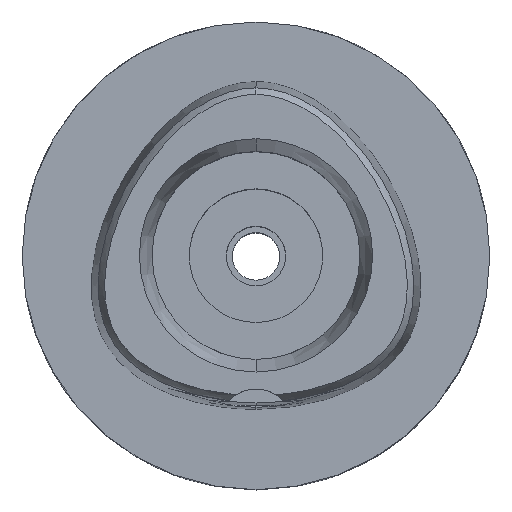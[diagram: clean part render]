
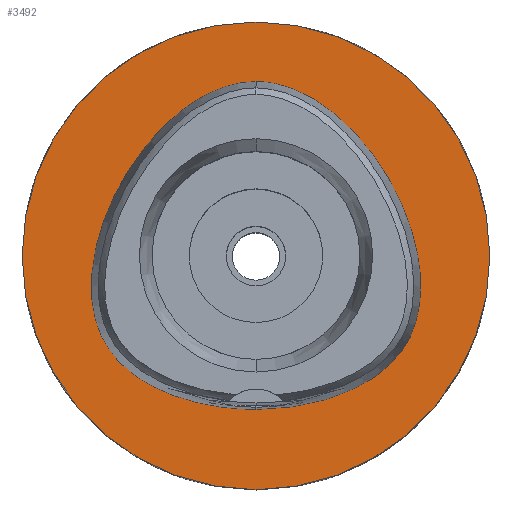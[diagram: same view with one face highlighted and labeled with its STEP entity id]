
A CAD part, top view. The second image highlights one B-rep face of the part: STEP entity #3492.
In plain terms, the highlighted planar face has unit normal (0, 0, 1).
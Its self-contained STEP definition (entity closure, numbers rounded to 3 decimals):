
#4 = CARTESIAN_POINT ( 'NONE',  ( 0., -20.675, 0. ) ) ;
#17 = DIRECTION ( 'NONE',  ( 0., 0., -1. ) ) ;
#84 = CARTESIAN_POINT ( 'NONE',  ( 0., 23.475, 0. ) ) ;
#436 = FACE_BOUND ( 'NONE', #4031, .T. ) ;
#452 = CARTESIAN_POINT ( 'NONE',  ( 21.978, -0.281, 0. ) ) ;
#478 = CARTESIAN_POINT ( 'NONE',  ( 2.114, -20.675, 0. ) ) ;
#505 = CARTESIAN_POINT ( 'NONE',  ( 20.35, -11.749, 0. ) ) ;
#534 = CARTESIAN_POINT ( 'NONE',  ( 20.749, 4.657, 0. ) ) ;
#537 = CARTESIAN_POINT ( 'NONE',  ( 0., 0., 0. ) ) ;
#682 = EDGE_CURVE ( 'NONE', #3275, #3050, #3970, .T. ) ;
#739 = CIRCLE ( 'NONE', #1990, 31.5 ) ;
#780 = CARTESIAN_POINT ( 'NONE',  ( -2.565, 23.293, 0. ) ) ;
#838 = CARTESIAN_POINT ( 'NONE',  ( -10.746, 19.174, 0. ) ) ;
#849 = CARTESIAN_POINT ( 'NONE',  ( 22.057, -6.848, 0. ) ) ;
#886 = DIRECTION ( 'NONE',  ( 0., -1., 0. ) ) ;
#916 = CARTESIAN_POINT ( 'NONE',  ( -16.959, -15.678, 0. ) ) ;
#982 = EDGE_LOOP ( 'NONE', ( #1804, #2089 ) ) ;
#1004 = B_SPLINE_CURVE_WITH_KNOTS ( 'NONE', 3,
 ( #4, #478, #3518, #5552, #3878, #3489, #3044, #1682, #505, #5239, #4761, #849, #1376, #452, #534, #3017, #5211, #1291, #2165, #1710, #2192, #5155, #84 ),
 .UNSPECIFIED., .F., .F.,
 ( 4, 1, 1, 1, 1, 1, 1, 1, 1, 1, 1, 1, 1, 1, 1, 1, 1, 1, 1, 1, 4 ),
 ( 0., 0.083, 0.167, 0.208, 0.25, 0.292, 0.313, 0.333, 0.354, 0.375, 0.417, 0.458, 0.5, 0.583, 0.667, 0.75, 0.833, 0.875, 0.917, 0.958, 1. ),
 .UNSPECIFIED. ) ;
#1161 = EDGE_CURVE ( 'NONE', #3050, #3275, #739, .T. ) ;
#1225 = CARTESIAN_POINT ( 'NONE',  ( -18.068, 10.432, 0. ) ) ;
#1291 = CARTESIAN_POINT ( 'NONE',  ( 10.746, 19.174, 0. ) ) ;
#1304 = CARTESIAN_POINT ( 'NONE',  ( 0., -20.675, 0. ) ) ;
#1334 = CARTESIAN_POINT ( 'NONE',  ( -11.233, -18.893, 0. ) ) ;
#1363 = CARTESIAN_POINT ( 'NONE',  ( -22.245, -4.1, 0. ) ) ;
#1376 = CARTESIAN_POINT ( 'NONE',  ( 22.245, -4.1, 0. ) ) ;
#1453 = B_SPLINE_CURVE_WITH_KNOTS ( 'NONE', 3,
 ( #2096, #4693, #780, #3788, #1645, #838, #5090, #1225, #2204, #1807, #1363, #3862, #2687, #3554, #3086, #4744, #5277, #916, #4425, #1334, #3531, #3058, #1304 ),
 .UNSPECIFIED., .F., .F.,
 ( 4, 1, 1, 1, 1, 1, 1, 1, 1, 1, 1, 1, 1, 1, 1, 1, 1, 1, 1, 1, 4 ),
 ( 0., 0.042, 0.083, 0.125, 0.167, 0.25, 0.333, 0.417, 0.5, 0.542, 0.583, 0.625, 0.646, 0.667, 0.688, 0.708, 0.75, 0.792, 0.833, 0.917, 1. ),
 .UNSPECIFIED. ) ;
#1492 = AXIS2_PLACEMENT_3D ( 'NONE', #3860, #17, #886 ) ;
#1645 = CARTESIAN_POINT ( 'NONE',  ( -7.571, 21.315, 0. ) ) ;
#1682 = CARTESIAN_POINT ( 'NONE',  ( 19.649, -12.825, 0. ) ) ;
#1710 = CARTESIAN_POINT ( 'NONE',  ( 5.098, 22.526, 0. ) ) ;
#1755 = VERTEX_POINT ( 'NONE', #3772 ) ;
#1804 = ORIENTED_EDGE ( 'NONE', *, *, #682, .F. ) ;
#1807 = CARTESIAN_POINT ( 'NONE',  ( -21.978, -0.281, 0. ) ) ;
#1946 = ORIENTED_EDGE ( 'NONE', *, *, #5498, .F. ) ;
#1990 = AXIS2_PLACEMENT_3D ( 'NONE', #3783, #5535, #5110 ) ;
#2089 = ORIENTED_EDGE ( 'NONE', *, *, #1161, .F. ) ;
#2096 = CARTESIAN_POINT ( 'NONE',  ( 0., 23.475, 0. ) ) ;
#2165 = CARTESIAN_POINT ( 'NONE',  ( 7.571, 21.315, 0. ) ) ;
#2192 = CARTESIAN_POINT ( 'NONE',  ( 2.565, 23.293, 0. ) ) ;
#2204 = CARTESIAN_POINT ( 'NONE',  ( -20.749, 4.657, 0. ) ) ;
#2250 = DIRECTION ( 'NONE',  ( 0., 0., -1. ) ) ;
#2687 = CARTESIAN_POINT ( 'NONE',  ( -21.555, -8.996, 0. ) ) ;
#3017 = CARTESIAN_POINT ( 'NONE',  ( 18.068, 10.432, 0. ) ) ;
#3044 = CARTESIAN_POINT ( 'NONE',  ( 18.568, -14.169, 0. ) ) ;
#3050 = VERTEX_POINT ( 'NONE', #3368 ) ;
#3058 = CARTESIAN_POINT ( 'NONE',  ( -2.114, -20.675, 0. ) ) ;
#3086 = CARTESIAN_POINT ( 'NONE',  ( -20.35, -11.749, 0. ) ) ;
#3110 = CARTESIAN_POINT ( 'NONE',  ( 0., -20.675, 0. ) ) ;
#3275 = VERTEX_POINT ( 'NONE', #5060 ) ;
#3304 = ORIENTED_EDGE ( 'NONE', *, *, #4916, .F. ) ;
#3368 = CARTESIAN_POINT ( 'NONE',  ( 0., -31.5, 0. ) ) ;
#3419 = FACE_OUTER_BOUND ( 'NONE', #982, .T. ) ;
#3489 = CARTESIAN_POINT ( 'NONE',  ( 16.959, -15.678, 0. ) ) ;
#3492 = ADVANCED_FACE ( 'NONE', ( #3419, #436 ), #5141, .F. ) ;
#3518 = CARTESIAN_POINT ( 'NONE',  ( 6.341, -20.298, 0. ) ) ;
#3531 = CARTESIAN_POINT ( 'NONE',  ( -6.341, -20.298, 0. ) ) ;
#3554 = CARTESIAN_POINT ( 'NONE',  ( -20.932, -10.604, 0. ) ) ;
#3772 = CARTESIAN_POINT ( 'NONE',  ( 0., 23.475, 0. ) ) ;
#3783 = CARTESIAN_POINT ( 'NONE',  ( 0., 0., 0. ) ) ;
#3788 = CARTESIAN_POINT ( 'NONE',  ( -5.098, 22.526, 0. ) ) ;
#3860 = CARTESIAN_POINT ( 'NONE',  ( 0., 0., 0. ) ) ;
#3862 = CARTESIAN_POINT ( 'NONE',  ( -22.057, -6.848, 0. ) ) ;
#3878 = CARTESIAN_POINT ( 'NONE',  ( 14.673, -17.214, 0. ) ) ;
#3970 = CIRCLE ( 'NONE', #5236, 31.5 ) ;
#4031 = EDGE_LOOP ( 'NONE', ( #3304, #1946 ) ) ;
#4425 = CARTESIAN_POINT ( 'NONE',  ( -14.673, -17.214, 0. ) ) ;
#4693 = CARTESIAN_POINT ( 'NONE',  ( -0.855, 23.475, 0. ) ) ;
#4744 = CARTESIAN_POINT ( 'NONE',  ( -19.649, -12.825, 0. ) ) ;
#4761 = CARTESIAN_POINT ( 'NONE',  ( 21.555, -8.996, 0. ) ) ;
#4916 = EDGE_CURVE ( 'NONE', #1755, #4924, #1453, .T. ) ;
#4924 = VERTEX_POINT ( 'NONE', #3110 ) ;
#4956 = DIRECTION ( 'NONE',  ( 0., 1., 0. ) ) ;
#5060 = CARTESIAN_POINT ( 'NONE',  ( 0., 31.5, 0. ) ) ;
#5090 = CARTESIAN_POINT ( 'NONE',  ( -14.408, 15.641, 0. ) ) ;
#5110 = DIRECTION ( 'NONE',  ( 0., -1., 0. ) ) ;
#5141 = PLANE ( 'NONE',  #1492 ) ;
#5155 = CARTESIAN_POINT ( 'NONE',  ( 0.855, 23.475, 0. ) ) ;
#5211 = CARTESIAN_POINT ( 'NONE',  ( 14.408, 15.641, 0. ) ) ;
#5236 = AXIS2_PLACEMENT_3D ( 'NONE', #537, #2250, #4956 ) ;
#5239 = CARTESIAN_POINT ( 'NONE',  ( 20.932, -10.604, 0. ) ) ;
#5277 = CARTESIAN_POINT ( 'NONE',  ( -18.568, -14.169, 0. ) ) ;
#5498 = EDGE_CURVE ( 'NONE', #4924, #1755, #1004, .T. ) ;
#5535 = DIRECTION ( 'NONE',  ( 0., 0., -1. ) ) ;
#5552 = CARTESIAN_POINT ( 'NONE',  ( 11.233, -18.893, 0. ) ) ;
